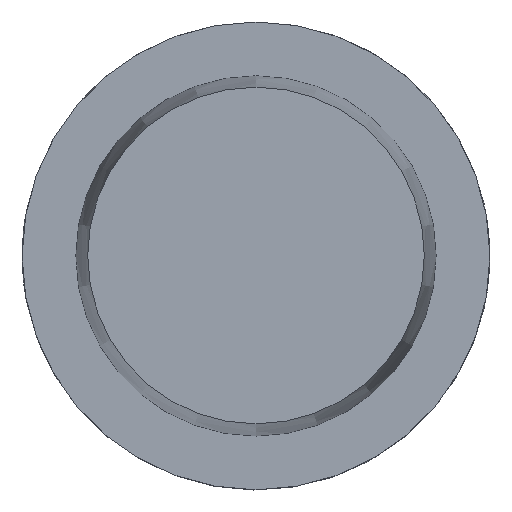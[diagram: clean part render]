
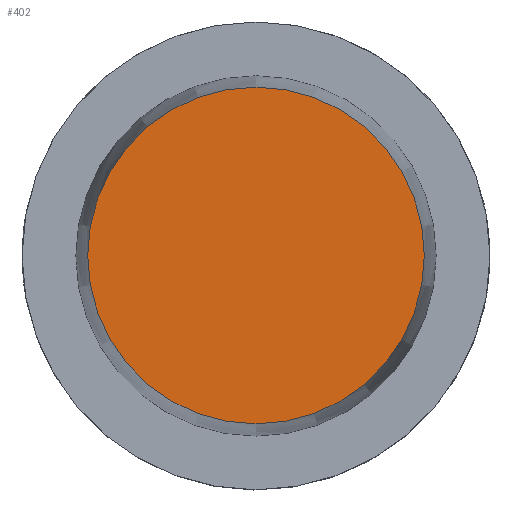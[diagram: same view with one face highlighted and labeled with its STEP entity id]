
A CAD part, top view. The second image highlights one B-rep face of the part: STEP entity #402.
In plain terms, the highlighted planar face has unit normal (0, 0, 1).
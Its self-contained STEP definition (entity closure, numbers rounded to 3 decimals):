
#289=EDGE_CURVE('240[2]',#749,#749,#750,.T.);
#402=ADVANCED_FACE('240[2]',(#900),#901,.T.);
#749=VERTEX_POINT('',#1382);
#750=CIRCLE('',#1383,44.978);
#900=FACE_OUTER_BOUND('',#1794,.T.);
#901=PLANE('',#1795);
#1382=CARTESIAN_POINT('',(0.,44.978,63.));
#1383=AXIS2_PLACEMENT_3D('',#2352,#2353,#2354);
#1794=EDGE_LOOP('',(#2500));
#1795=AXIS2_PLACEMENT_3D('',#2501,#2502,#2503);
#2352=CARTESIAN_POINT('',(0.,0.,63.));
#2353=DIRECTION('',(0.,0.,-1.0));
#2354=DIRECTION('',(0.,1.0,0.));
#2500=ORIENTED_EDGE('',*,*,#289,.F.);
#2501=CARTESIAN_POINT('',(0.,22.489,63.));
#2502=DIRECTION('',(0.,0.,1.0));
#2503=DIRECTION('',(1.0,0.,0.0));
